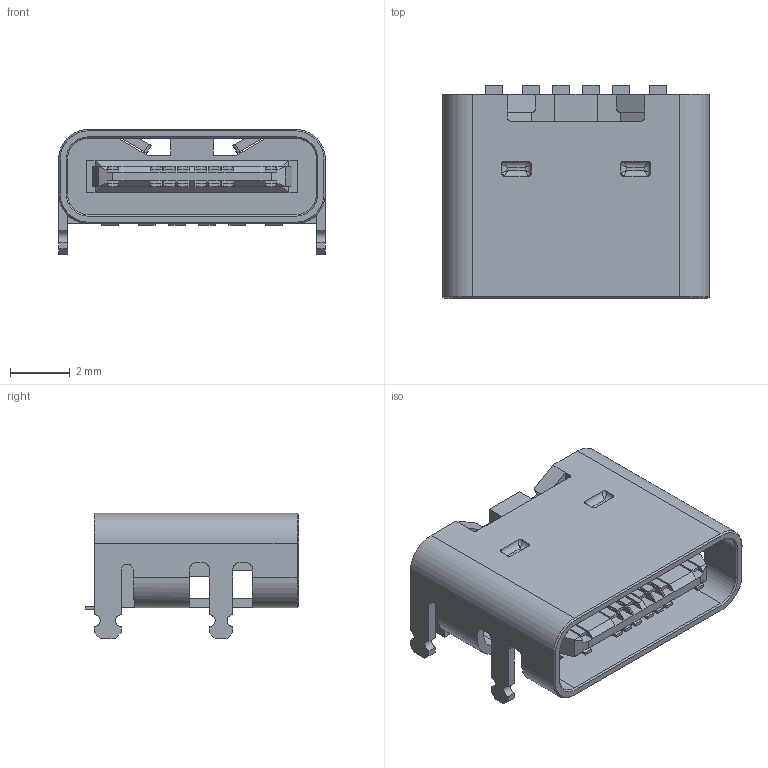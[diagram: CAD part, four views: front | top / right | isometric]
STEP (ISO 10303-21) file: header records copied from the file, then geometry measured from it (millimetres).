
FILE_DESCRIPTION((''),'2;1');
FILE_NAME('U262-061N-4BVC11_ASM','2022-06-18T11:52:47',('橙子'),(''),'CREO PARAMETRIC BY PTC INC, 2019080','CREO PARAMETRIC BY PTC INC, 2019080','');
FILE_SCHEMA(('CONFIG_CONTROL_DESIGN'));
Length unit declared in the file: millimetre
Products named in the file (24): COMPOUND-796_1; COMPOUND-796_2; COMPOUND-796_3; COMPOUND-796_4; COMPOUND-796_5; COMPOUND-796_6; COMPOUND-796_7; COMPOUND-796_8; COMPOUND-796_9; COMPOUND-796_10; COMPOUND-796_11; COMPOUND-796_12; COMPOUND-796_13; COMPOUND-796_14; COMPOUND-796_15; COMPOUND-796_16; COMPOUND-796_17; COMPOUND-796_18; COMPOUND-796_19; COMPOUND-796_ASM; USB-SMD_U262-061N-4BVC11_ASM; USB1_ASM; PCBMODEL_ASM; U262-061N-4BVC11_ASM
Assembly tree (23 placements, depth 6):
  U262-061N-4BVC11_ASM
    PCBMODEL_ASM
      USB1_ASM
        USB-SMD_U262-061N-4BVC11_ASM
          COMPOUND-796_ASM
            COMPOUND-796_1
            COMPOUND-796_2
            COMPOUND-796_3
            COMPOUND-796_4
            COMPOUND-796_5
            COMPOUND-796_6
            COMPOUND-796_7
            COMPOUND-796_8
            COMPOUND-796_9
            COMPOUND-796_10
            COMPOUND-796_11
            COMPOUND-796_12
            COMPOUND-796_13
            COMPOUND-796_14
            COMPOUND-796_15
            COMPOUND-796_16
            COMPOUND-796_17
            COMPOUND-796_18
            COMPOUND-796_19
Bounding box: 8.95 x 7.15 x 4.2 mm (x, y, z)
Volume: 97.4 mm3; surface area: 498.6 mm2
Topology: 19 solids, 19 shells, 492 faces, 1265 edges, 796 vertices
Faces by surface type: plane 400, cylinder 68, bspline 16, cone 8
Entity records: 16889 total; most frequent: CARTESIAN_POINT 4546, ORIENTED_EDGE 2498, DIRECTION 2405, EDGE_CURVE 1249, VECTOR 1087, LINE 1087, VERTEX_POINT 796, AXIS2_PLACEMENT_3D 659
